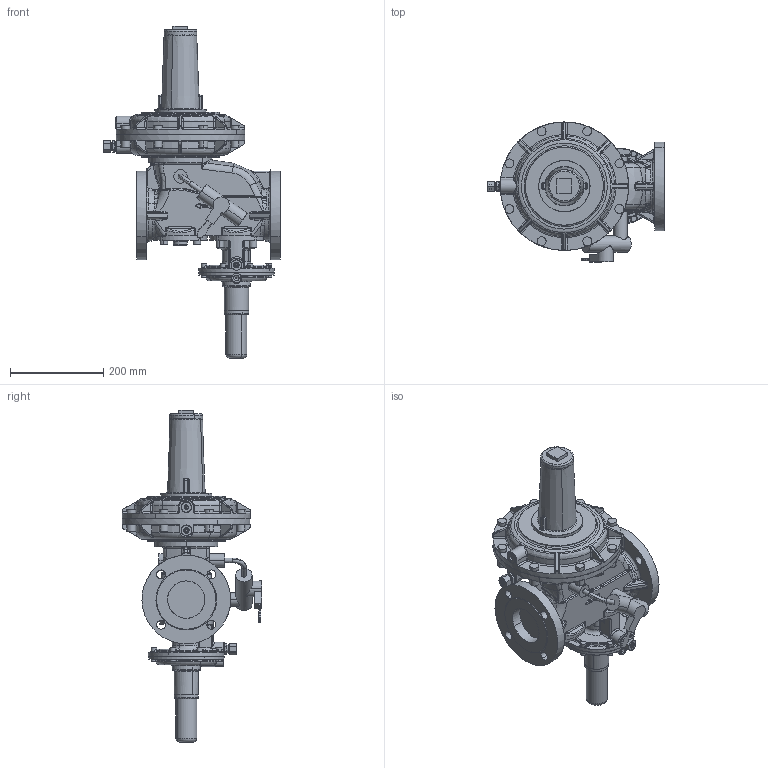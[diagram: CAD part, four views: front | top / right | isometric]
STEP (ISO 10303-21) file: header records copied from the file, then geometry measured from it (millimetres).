
FILE_DESCRIPTION(('CATIA V5 STEP Exchange'),'2;1');
FILE_NAME('RS250 DN080 275 links ANSI.stp','2023-05-02T05:30:37+00:00',('none'),('none'),'CATIA Version 5-6 Release 2018 SP2','CATIA V5 STEP AP203','none');
FILE_SCHEMA(('CONFIG_CONTROL_DESIGN'));
Products named in the file (1): Product4
Assembly tree (2 placements, depth 2):
  Product4
    #57
    #77298
Bounding box: 380.3 x 299.5 x 711 mm (x, y, z)
Volume: 11446655.5 mm3; surface area: 685615.2 mm2
Topology: 3 solids, 19 shells, 1954 faces, 4812 edges, 2842 vertices
Faces by surface type: cylinder 679, torus 459, plane 331, bspline 291, cone 111, sphere 68, revolution 11, extrusion 4
Entity records: 78933 total; most frequent: CARTESIAN_POINT 40148, ORIENTED_EDGE 9396, DIRECTION 5339, EDGE_CURVE 4698, AXIS2_PLACEMENT_3D 3168, VERTEX_POINT 2842, CIRCLE 2177, EDGE_LOOP 2044
